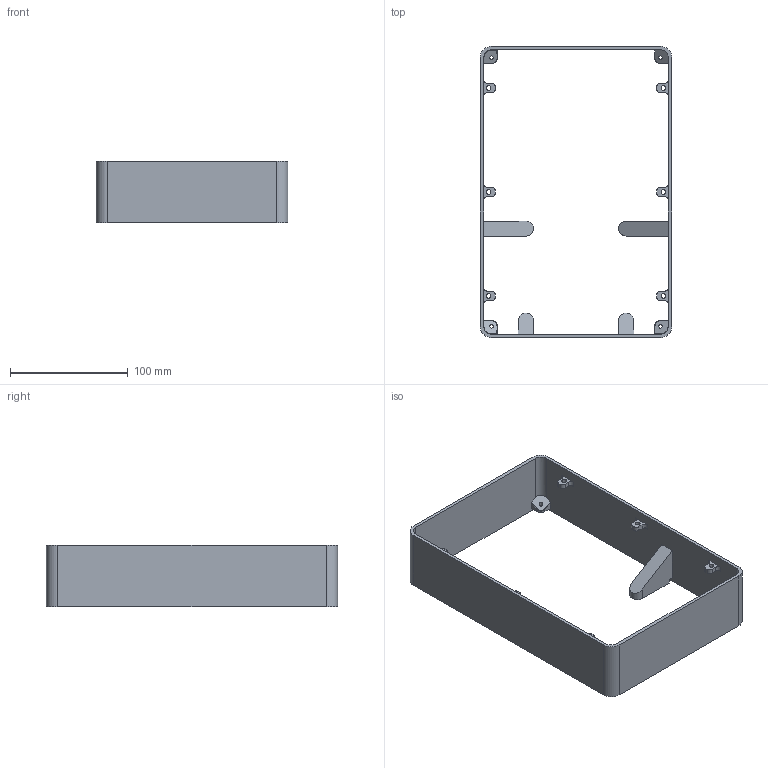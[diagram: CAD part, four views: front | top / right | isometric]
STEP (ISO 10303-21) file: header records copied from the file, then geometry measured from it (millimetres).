
FILE_DESCRIPTION(/* description */ (''),/* implementation_level */ '2;1');
FILE_NAME(/* name */ 'enclosure-body.stp',/* time_stamp */ '2025-01-08T03:57:57-06:00',/* author */ ('Stefano'),/* organization */ (''),/* preprocessor_version */ 'ST-DEVELOPER v19.2',/* originating_system */ 'Autodesk Inventor 2024',/* authorisation */ '');
FILE_SCHEMA (('AUTOMOTIVE_DESIGN { 1 0 10303 214 3 1 1 }'));
Length unit declared in the file: inch
Products named in the file (1): enclosure-body
Bounding box: 162.5 x 247 x 51.9 mm (x, y, z)
Volume: 149666.8 mm3; surface area: 96143.5 mm2
Topology: 1 solids, 1 shells, 181 faces, 479 edges, 309 vertices
Faces by surface type: cylinder 82, plane 80, bspline 15, cone 4
Full cylindrical faces by diameter (mm): 3 x8, 4 x6
Entity records: 6048 total; most frequent: CARTESIAN_POINT 1405, DIRECTION 962, ORIENTED_EDGE 946, EDGE_CURVE 473, AXIS2_PLACEMENT_3D 336, VERTEX_POINT 308, LINE 290, VECTOR 290
